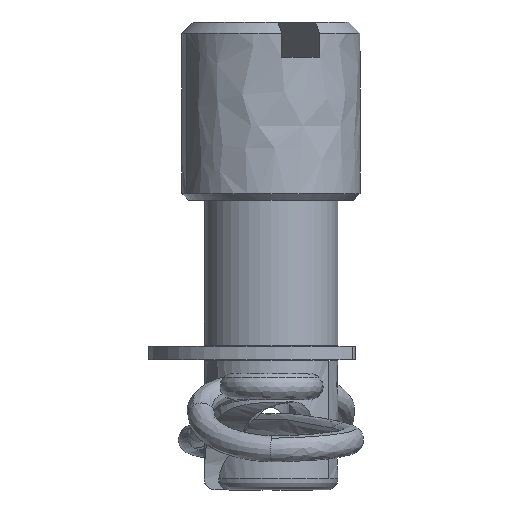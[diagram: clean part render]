
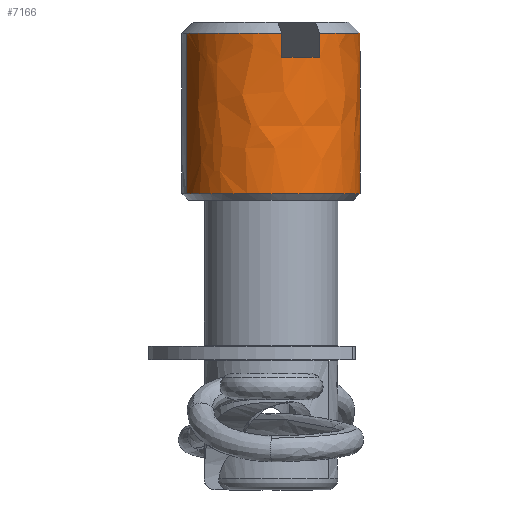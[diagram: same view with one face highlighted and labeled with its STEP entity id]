
A CAD part, left-side view. The second image highlights one B-rep face of the part: STEP entity #7166.
In plain terms, the highlighted free-form (B-spline) face has degree [2, 1] with [5, 2] control points.
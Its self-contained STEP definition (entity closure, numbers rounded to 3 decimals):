
#5502=CARTESIAN_POINT('',(-0.664,-3.945,10.502));
#5503=VERTEX_POINT('',#5502);
#5504=CARTESIAN_POINT('',(1.069,-3.855,10.502));
#5505=VERTEX_POINT('',#5504);
#5506=CARTESIAN_POINT('',(-0.664,-3.945,10.502));
#5507=CARTESIAN_POINT('',(-0.334,-4.,10.502));
#5508=CARTESIAN_POINT('',(0.0,-4.,10.502));
#5509=CARTESIAN_POINT('',(0.544,-4.,10.502));
#5510=CARTESIAN_POINT('',(1.069,-3.855,10.502));
#5518=(BOUNDED_CURVE()B_SPLINE_CURVE(2,(#5506,#5507,#5508,#5509,#5510),.UNSPECIFIED.,.F.,.U.)B_SPLINE_CURVE_WITH_KNOTS((3,2,3),(0.221,0.25,0.296),.UNSPECIFIED.)CURVE()GEOMETRIC_REPRESENTATION_ITEM()RATIONAL_B_SPLINE_CURVE((0.941,0.967,1.0,0.947,0.913))REPRESENTATION_ITEM(''));
#5519=EDGE_CURVE('',#5503,#5505,#5518,.T.);
#5620=CARTESIAN_POINT('',(-4.,0.0,10.502));
#5621=VERTEX_POINT('',#5620);
#5622=CARTESIAN_POINT('',(-4.,0.0,10.502));
#5623=CARTESIAN_POINT('',(-4.,-3.383,10.502));
#5624=CARTESIAN_POINT('',(-0.664,-3.945,10.502));
#5632=(BOUNDED_CURVE()B_SPLINE_CURVE(2,(#5622,#5623,#5624),.UNSPECIFIED.,.F.,.U.)B_SPLINE_CURVE_WITH_KNOTS((3,3),(0.0,0.221),.UNSPECIFIED.)CURVE()GEOMETRIC_REPRESENTATION_ITEM()RATIONAL_B_SPLINE_CURVE((1.0,0.741,0.941))REPRESENTATION_ITEM(''));
#5633=EDGE_CURVE('',#5621,#5503,#5632,.T.);
#5635=CARTESIAN_POINT('',(-1.288,3.787,10.502));
#5636=VERTEX_POINT('',#5635);
#5637=CARTESIAN_POINT('',(-1.288,3.787,10.502));
#5638=CARTESIAN_POINT('',(-4.,2.865,10.502));
#5639=CARTESIAN_POINT('',(-4.,0.0,10.502));
#5647=(BOUNDED_CURVE()B_SPLINE_CURVE(2,(#5637,#5638,#5639),.UNSPECIFIED.,.F.,.U.)B_SPLINE_CURVE_WITH_KNOTS((3,3),(0.805,1.0),.UNSPECIFIED.)CURVE()GEOMETRIC_REPRESENTATION_ITEM()RATIONAL_B_SPLINE_CURVE((0.9,0.771,1.0))REPRESENTATION_ITEM(''));
#5648=EDGE_CURVE('',#5636,#5621,#5647,.T.);
#7007=CARTESIAN_POINT('',(-1.288,3.787,17.702));
#7008=VERTEX_POINT('',#7007);
#7051=CARTESIAN_POINT('',(1.069,-3.855,17.702));
#7052=VERTEX_POINT('',#7051);
#7068=CARTESIAN_POINT('',(1.069,-3.855,17.702));
#7069=CARTESIAN_POINT('',(1.069,-3.855,10.502));
#7070=QUASI_UNIFORM_CURVE('',1,(#7068,#7069),.UNSPECIFIED.,.F.,.U.);
#7071=EDGE_CURVE('',#7052,#5505,#7070,.T.);
#7076=CARTESIAN_POINT('',(-1.288,3.787,17.702));
#7077=CARTESIAN_POINT('',(-1.288,3.787,10.502));
#7078=QUASI_UNIFORM_CURVE('',1,(#7076,#7077),.UNSPECIFIED.,.F.,.U.);
#7079=EDGE_CURVE('',#7008,#5636,#7078,.T.);
#7084=CARTESIAN_POINT('',(1.069,-3.855,17.882));
#7085=CARTESIAN_POINT('',(-2.786,-4.923,17.882));
#7086=CARTESIAN_POINT('',(-3.855,-1.069,17.882));
#7087=CARTESIAN_POINT('',(-4.864,2.571,17.882));
#7088=CARTESIAN_POINT('',(-1.288,3.787,17.882));
#7089=CARTESIAN_POINT('',(1.069,-3.855,10.318));
#7090=CARTESIAN_POINT('',(-2.786,-4.923,10.318));
#7091=CARTESIAN_POINT('',(-3.855,-1.069,10.318));
#7092=CARTESIAN_POINT('',(-4.864,2.571,10.318));
#7093=CARTESIAN_POINT('',(-1.288,3.787,10.318));
#7101=(BOUNDED_SURFACE()B_SPLINE_SURFACE(2,1,((#7084,#7089),(#7085,#7090),(#7086,#7091),(#7087,#7092),(#7088,#7093)),.UNSPECIFIED.,.F.,.F.,.U.)B_SPLINE_SURFACE_WITH_KNOTS((3,2,3),(2,2),(0.0,6.627,12.99),(0.0,7.565),.UNSPECIFIED.)GEOMETRIC_REPRESENTATION_ITEM()RATIONAL_B_SPLINE_SURFACE(((1.0,1.0),(0.707,0.707),(1.0,1.0),(0.719,0.719),(0.978,0.978)))REPRESENTATION_ITEM('')SURFACE());
#7102=CARTESIAN_POINT('',(-3.97,-0.487,17.702));
#7103=VERTEX_POINT('',#7102);
#7104=CARTESIAN_POINT('',(-3.97,-0.487,17.702));
#7105=CARTESIAN_POINT('',(-4.358,2.671,17.702));
#7106=CARTESIAN_POINT('',(-1.368,3.759,17.702));
#7107=CARTESIAN_POINT('',(-1.328,3.773,17.702));
#7108=CARTESIAN_POINT('',(-1.288,3.787,17.702));
#7116=(BOUNDED_CURVE()B_SPLINE_CURVE(2,(#7104,#7105,#7106,#7107,#7108),.UNSPECIFIED.,.F.,.U.)B_SPLINE_CURVE_WITH_KNOTS((3,2,3),(0.0,0.5,0.509),.UNSPECIFIED.)CURVE()GEOMETRIC_REPRESENTATION_ITEM()RATIONAL_B_SPLINE_CURVE((1.0,0.783,1.0,0.996,0.993))REPRESENTATION_ITEM(''));
#7117=EDGE_CURVE('',#7103,#7008,#7116,.T.);
#7118=ORIENTED_EDGE('',*,*,#7117,.T.);
#7119=ORIENTED_EDGE('',*,*,#7079,.T.);
#7120=ORIENTED_EDGE('',*,*,#5648,.T.);
#7121=ORIENTED_EDGE('',*,*,#5633,.T.);
#7122=ORIENTED_EDGE('',*,*,#5519,.T.);
#7123=ORIENTED_EDGE('',*,*,#7071,.F.);
#7124=CARTESIAN_POINT('',(-3.355,-2.179,17.702));
#7125=VERTEX_POINT('',#7124);
#7126=CARTESIAN_POINT('',(1.069,-3.855,17.702));
#7127=CARTESIAN_POINT('',(-1.757,-4.638,17.702));
#7128=CARTESIAN_POINT('',(-3.355,-2.179,17.702));
#7136=(BOUNDED_CURVE()B_SPLINE_CURVE(2,(#7126,#7127,#7128),.UNSPECIFIED.,.F.,.U.)B_SPLINE_CURVE_WITH_KNOTS((3,3),(0.531,1.0),.UNSPECIFIED.)CURVE()GEOMETRIC_REPRESENTATION_ITEM()RATIONAL_B_SPLINE_CURVE((0.975,0.796,1.0))REPRESENTATION_ITEM(''));
#7137=EDGE_CURVE('',#7052,#7125,#7136,.T.);
#7138=ORIENTED_EDGE('',*,*,#7137,.T.);
#7139=CARTESIAN_POINT('',(-3.355,-2.179,16.606));
#7140=VERTEX_POINT('',#7139);
#7141=CARTESIAN_POINT('',(-3.355,-2.179,16.606));
#7142=CARTESIAN_POINT('',(-3.355,-2.179,17.702));
#7143=QUASI_UNIFORM_CURVE('',1,(#7141,#7142),.UNSPECIFIED.,.F.,.U.);
#7144=EDGE_CURVE('',#7140,#7125,#7143,.T.);
#7145=ORIENTED_EDGE('',*,*,#7144,.F.);
#7146=CARTESIAN_POINT('',(-3.97,-0.487,16.606));
#7147=VERTEX_POINT('',#7146);
#7148=CARTESIAN_POINT('',(-3.97,-0.487,16.606));
#7149=CARTESIAN_POINT('',(-3.933,-0.79,16.613));
#7150=CARTESIAN_POINT('',(-3.863,-1.082,16.616));
#7151=CARTESIAN_POINT('',(-3.708,-1.507,16.616));
#7152=CARTESIAN_POINT('',(-3.649,-1.646,16.615));
#7153=CARTESIAN_POINT('',(-3.513,-1.919,16.612));
#7154=CARTESIAN_POINT('',(-3.438,-2.051,16.609));
#7155=CARTESIAN_POINT('',(-3.355,-2.179,16.606));
#7156=B_SPLINE_CURVE_WITH_KNOTS('',3,(#7148,#7149,#7150,#7151,#7152,#7153,#7154,#7155),.UNSPECIFIED.,.F.,.U.,(4,2,2,4),(0.0,0.5,0.75,1.0),.UNSPECIFIED.);
#7157=EDGE_CURVE('',#7147,#7140,#7156,.T.);
#7158=ORIENTED_EDGE('',*,*,#7157,.F.);
#7159=CARTESIAN_POINT('',(-3.97,-0.487,16.606));
#7160=CARTESIAN_POINT('',(-3.97,-0.487,17.702));
#7161=QUASI_UNIFORM_CURVE('',1,(#7159,#7160),.UNSPECIFIED.,.F.,.U.);
#7162=EDGE_CURVE('',#7147,#7103,#7161,.T.);
#7163=ORIENTED_EDGE('',*,*,#7162,.T.);
#7164=EDGE_LOOP('',(#7118,#7119,#7120,#7121,#7122,#7123,#7138,#7145,#7158,#7163));
#7165=FACE_OUTER_BOUND('',#7164,.T.);
#7166=ADVANCED_FACE('',(#7165),#7101,.T.);
